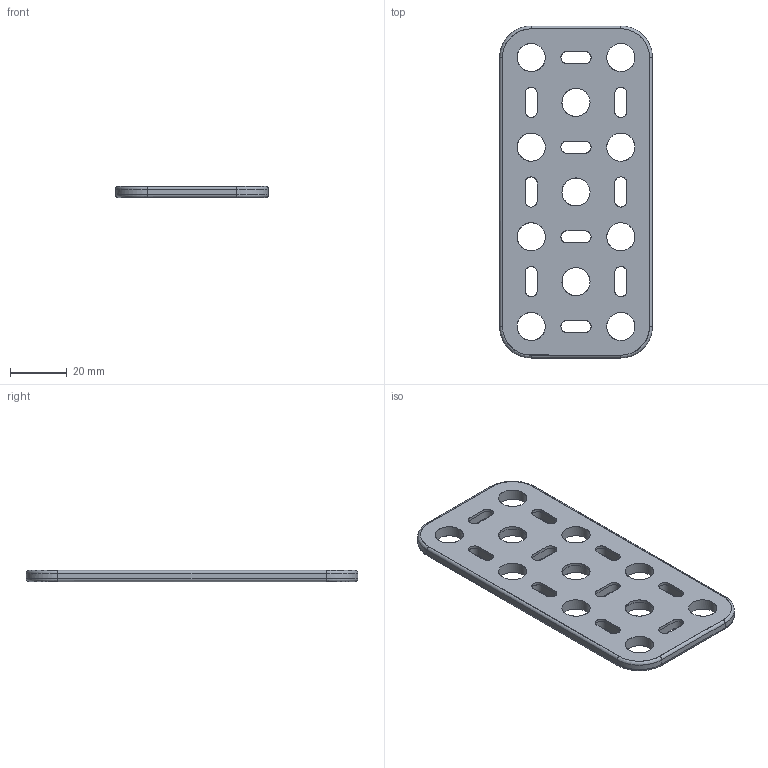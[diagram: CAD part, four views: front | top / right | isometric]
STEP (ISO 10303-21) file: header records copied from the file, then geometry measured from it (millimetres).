
FILE_DESCRIPTION((''),'2;1');
FILE_NAME('T2-4.stp','2021-10-30T00:52:45',(''),(''),'AutoCAD STEP 2000i','AutoCAD 2000i',', , ');
FILE_SCHEMA(('CONFIG_CONTROL_DESIGN'));
Length unit declared in the file: millimetre
Products named in the file (1): T2-4
Bounding box: 53.9 x 117.2 x 3.95 mm (x, y, z)
Surface area: 13223.8 mm2 (no closed solid volume)
Topology: 0 solids, 0 shells, 68 faces, 292 edges, 244 vertices
Faces by surface type: bspline 68
Entity records: 11514 total; most frequent: CARTESIAN_POINT 10169, QUASI_UNIFORM_CURVE 300, PCURVE 292, COMPOSITE_CURVE_SEGMENT 292, B_SPLINE_CURVE_WITH_KNOTS 160, OUTER_BOUNDARY_CURVE 68, CURVE_BOUNDED_SURFACE 68, BOUNDARY_CURVE 50
